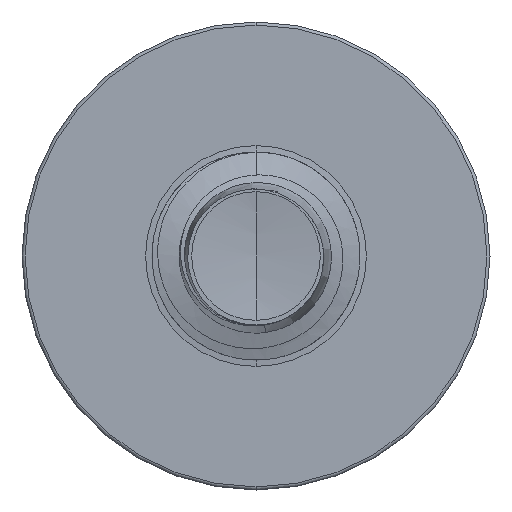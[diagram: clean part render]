
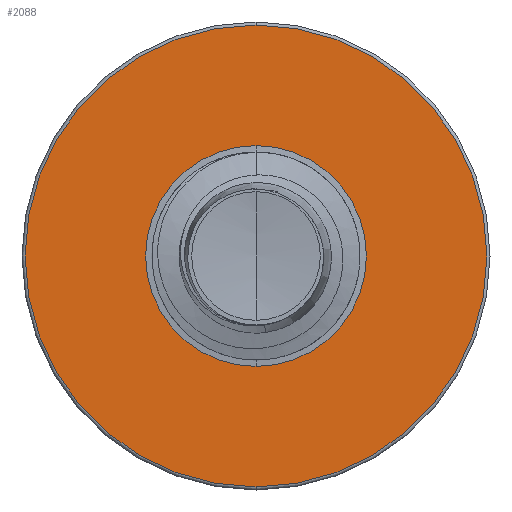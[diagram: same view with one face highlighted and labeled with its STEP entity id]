
A CAD part, front view. The second image highlights one B-rep face of the part: STEP entity #2088.
In plain terms, the highlighted planar face has unit normal (0, -1, 0).
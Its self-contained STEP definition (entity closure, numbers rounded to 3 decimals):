
#20 = FACE_OUTER_BOUND ( 'NONE', #4959, .T. ) ;
#467 = CIRCLE ( 'NONE', #9699, 1.776 ) ;
#563 = VERTEX_POINT ( 'NONE', #5775 ) ;
#1185 = DIRECTION ( 'NONE',  ( 0., 0., 1. ) ) ;
#1189 = DIRECTION ( 'NONE',  ( 0., 1., 0. ) ) ;
#1198 = CARTESIAN_POINT ( 'NONE',  ( 0., 1.75, 0. ) ) ;
#1669 = DIRECTION ( 'NONE',  ( 0., 1., 0. ) ) ;
#2084 = AXIS2_PLACEMENT_3D ( 'NONE', #4601, #4529, #4524 ) ;
#2088 = ADVANCED_FACE ( 'NONE', ( #20, #6634 ), #4543, .F. ) ;
#2877 = AXIS2_PLACEMENT_3D ( 'NONE', #3857, #3847, #3844 ) ;
#3004 = EDGE_CURVE ( 'NONE', #563, #8945, #467, .T. ) ;
#3305 = CARTESIAN_POINT ( 'NONE',  ( 0., 1.75, -0.849 ) ) ;
#3341 = ORIENTED_EDGE ( 'NONE', *, *, #3845, .T. ) ;
#3431 = CARTESIAN_POINT ( 'NONE',  ( 0., 1.75, 1.776 ) ) ;
#3773 = ORIENTED_EDGE ( 'NONE', *, *, #8562, .F. ) ;
#3832 = CARTESIAN_POINT ( 'NONE',  ( 0., 1.75, 0.849 ) ) ;
#3844 = DIRECTION ( 'NONE',  ( 0., 0., 1. ) ) ;
#3845 = EDGE_CURVE ( 'NONE', #8210, #4281, #7692, .T. ) ;
#3847 = DIRECTION ( 'NONE',  ( 0., 1., 0. ) ) ;
#3857 = CARTESIAN_POINT ( 'NONE',  ( 0., 1.75, 0. ) ) ;
#4187 = DIRECTION ( 'NONE',  ( 0., 0., 1. ) ) ;
#4188 = EDGE_CURVE ( 'NONE', #4281, #8210, #7473, .T. ) ;
#4190 = DIRECTION ( 'NONE',  ( 0., 1., 0. ) ) ;
#4202 = CARTESIAN_POINT ( 'NONE',  ( 0., 1.75, 0. ) ) ;
#4281 = VERTEX_POINT ( 'NONE', #3832 ) ;
#4524 = DIRECTION ( 'NONE',  ( 0., 0., 1. ) ) ;
#4529 = DIRECTION ( 'NONE',  ( 0., 1., 0. ) ) ;
#4543 = PLANE ( 'NONE',  #2084 ) ;
#4601 = CARTESIAN_POINT ( 'NONE',  ( 0., 1.75, -0.849 ) ) ;
#4959 = EDGE_LOOP ( 'NONE', ( #3773, #8836 ) ) ;
#5320 = ORIENTED_EDGE ( 'NONE', *, *, #4188, .T. ) ;
#5735 = EDGE_LOOP ( 'NONE', ( #5320, #3341 ) ) ;
#5775 = CARTESIAN_POINT ( 'NONE',  ( 0., 1.75, -1.776 ) ) ;
#6634 = FACE_BOUND ( 'NONE', #5735, .T. ) ;
#6674 = CARTESIAN_POINT ( 'NONE',  ( 0., 1.75, 0. ) ) ;
#6836 = AXIS2_PLACEMENT_3D ( 'NONE', #4202, #4190, #4187 ) ;
#6900 = AXIS2_PLACEMENT_3D ( 'NONE', #6674, #1669, #7332 ) ;
#6947 = CIRCLE ( 'NONE', #6900, 1.776 ) ;
#7332 = DIRECTION ( 'NONE',  ( 0., 0., 1. ) ) ;
#7473 = CIRCLE ( 'NONE', #2877, 0.849 ) ;
#7692 = CIRCLE ( 'NONE', #6836, 0.849 ) ;
#8210 = VERTEX_POINT ( 'NONE', #3305 ) ;
#8562 = EDGE_CURVE ( 'NONE', #8945, #563, #6947, .T. ) ;
#8836 = ORIENTED_EDGE ( 'NONE', *, *, #3004, .F. ) ;
#8945 = VERTEX_POINT ( 'NONE', #3431 ) ;
#9699 = AXIS2_PLACEMENT_3D ( 'NONE', #1198, #1189, #1185 ) ;
